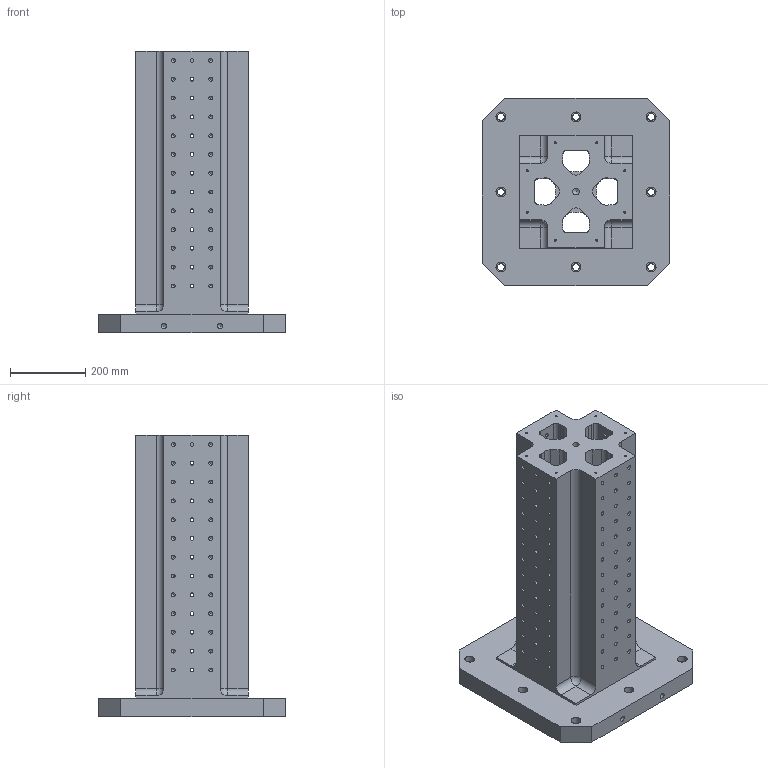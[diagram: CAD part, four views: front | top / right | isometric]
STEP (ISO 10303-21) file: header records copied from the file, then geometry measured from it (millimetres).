
FILE_DESCRIPTION( ( 'Unknown' ), '1' );
FILE_NAME( 'BP30-500500-0750-12.stp', 'Unknown', ( 'S.C.H' ), ( 'Unknown' ), 'XStep 1.0', 'Unknown', ' ' );
FILE_SCHEMA( ( 'CONFIG_CONTROL_DESIGN' ) );
Length unit declared in the file: millimetre
Products named in the file (1): 1
Bounding box: 500 x 500 x 750 mm (x, y, z)
Volume: 39074162.8 mm3; surface area: 2181628.6 mm2
Topology: 1 solids, 1 shells, 433 faces, 1336 edges, 904 vertices
Faces by surface type: cylinder 240, cone 116, plane 65, torus 8, sphere 4
Full cylindrical faces by diameter (mm): 5 x8, 10.106 x156, 14 x3, 17.5 x1, 18 x8, 26 x8
Entity records: 12182 total; most frequent: CARTESIAN_POINT 2418, DIRECTION 2056, ORIENTED_EDGE 1480, AXIS2_PLACEMENT_3D 922, EDGE_LOOP 870, EDGE_CURVE 740, VERTEX_POINT 728, FACE_OUTER_BOUND 617
